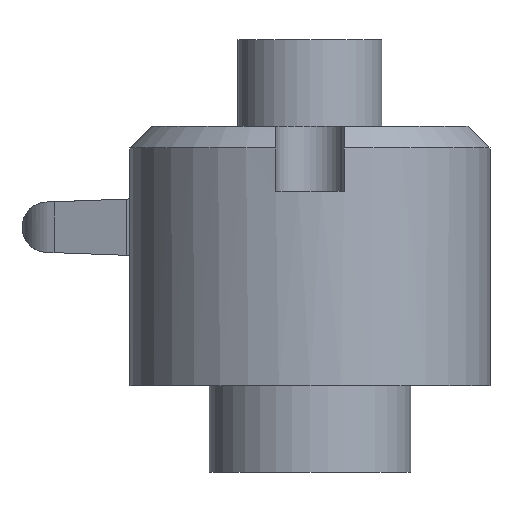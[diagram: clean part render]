
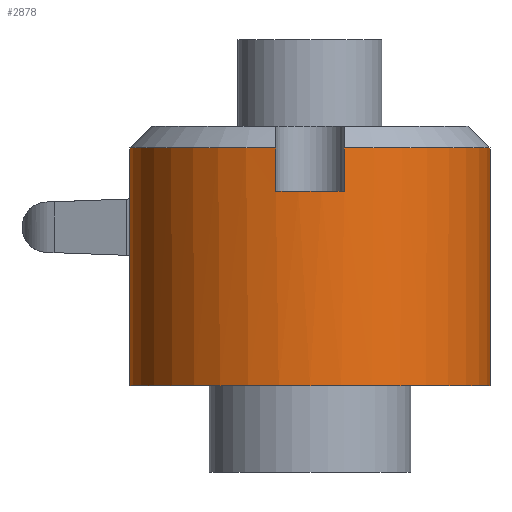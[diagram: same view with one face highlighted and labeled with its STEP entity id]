
A CAD part, left-side view. The second image highlights one B-rep face of the part: STEP entity #2878.
In plain terms, the highlighted cylindrical face has radius 25 mm (diameter 50 mm), a partial arc.
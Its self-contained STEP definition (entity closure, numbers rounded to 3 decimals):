
#22 = VERTEX_POINT ( 'NONE', #191 ) ;
#27 = EDGE_CURVE ( 'NONE', #693, #22, #1873, .T. ) ;
#128 = CARTESIAN_POINT ( 'NONE',  ( 0., 25., 0. ) ) ;
#133 = AXIS2_PLACEMENT_3D ( 'NONE', #1069, #2087, #3103 ) ;
#137 = CARTESIAN_POINT ( 'NONE',  ( 0., 0., 33. ) ) ;
#178 = CARTESIAN_POINT ( 'NONE',  ( 0., 25., 33. ) ) ;
#191 = CARTESIAN_POINT ( 'NONE',  ( -24.545, -4.75, 33. ) ) ;
#332 = CARTESIAN_POINT ( 'NONE',  ( 0., 0., 0. ) ) ;
#342 = AXIS2_PLACEMENT_3D ( 'NONE', #332, #638, #1379 ) ;
#361 = CARTESIAN_POINT ( 'NONE',  ( 0., -25., 0. ) ) ;
#387 = AXIS2_PLACEMENT_3D ( 'NONE', #1354, #1583, #840 ) ;
#410 = LINE ( 'NONE', #2783, #1697 ) ;
#460 = CARTESIAN_POINT ( 'NONE',  ( 0., -25., 0. ) ) ;
#467 = ORIENTED_EDGE ( 'NONE', *, *, #2195, .F. ) ;
#468 = EDGE_CURVE ( 'NONE', #722, #2891, #2112, .T. ) ;
#473 = DIRECTION ( 'NONE',  ( 0., 0., -1. ) ) ;
#553 = ORIENTED_EDGE ( 'NONE', *, *, #1362, .F. ) ;
#598 = CARTESIAN_POINT ( 'NONE',  ( -24.545, 4.75, 27. ) ) ;
#638 = DIRECTION ( 'NONE',  ( 0., 0., -1. ) ) ;
#659 = VECTOR ( 'NONE', #1759, 1000. ) ;
#675 = DIRECTION ( 'NONE',  ( 0., 0., 1. ) ) ;
#690 = AXIS2_PLACEMENT_3D ( 'NONE', #1974, #2997, #2457 ) ;
#693 = VERTEX_POINT ( 'NONE', #1145 ) ;
#722 = VERTEX_POINT ( 'NONE', #3046 ) ;
#734 = LINE ( 'NONE', #1758, #1857 ) ;
#758 = EDGE_CURVE ( 'NONE', #693, #1762, #2770, .T. ) ;
#815 = CARTESIAN_POINT ( 'NONE',  ( -24.545, 4.75, 33. ) ) ;
#840 = DIRECTION ( 'NONE',  ( 0., -1., 0. ) ) ;
#841 = ORIENTED_EDGE ( 'NONE', *, *, #27, .T. ) ;
#888 = VECTOR ( 'NONE', #675, 1000. ) ;
#926 = DIRECTION ( 'NONE',  ( 0., 0., -1. ) ) ;
#930 = CARTESIAN_POINT ( 'NONE',  ( -24.545, -4.75, 0. ) ) ;
#1052 = FACE_OUTER_BOUND ( 'NONE', #1895, .T. ) ;
#1069 = CARTESIAN_POINT ( 'NONE',  ( 0., 0., 0. ) ) ;
#1110 = CIRCLE ( 'NONE', #2288, 25. ) ;
#1122 = ORIENTED_EDGE ( 'NONE', *, *, #2005, .T. ) ;
#1145 = CARTESIAN_POINT ( 'NONE',  ( 0., -25., 33. ) ) ;
#1232 = DIRECTION ( 'NONE',  ( 0., 0., -1. ) ) ;
#1354 = CARTESIAN_POINT ( 'NONE',  ( 0., 0., 27. ) ) ;
#1362 = EDGE_CURVE ( 'NONE', #1762, #2524, #3241, .T. ) ;
#1379 = DIRECTION ( 'NONE',  ( 0., 1., 0. ) ) ;
#1462 = EDGE_CURVE ( 'NONE', #722, #22, #1558, .T. ) ;
#1558 = LINE ( 'NONE', #930, #888 ) ;
#1583 = DIRECTION ( 'NONE',  ( 0., 0., -1. ) ) ;
#1678 = VERTEX_POINT ( 'NONE', #178 ) ;
#1697 = VECTOR ( 'NONE', #473, 1000. ) ;
#1758 = CARTESIAN_POINT ( 'NONE',  ( 0., 25., 0. ) ) ;
#1759 = DIRECTION ( 'NONE',  ( 0., 0., -1. ) ) ;
#1762 = VERTEX_POINT ( 'NONE', #361 ) ;
#1857 = VECTOR ( 'NONE', #1232, 1000. ) ;
#1873 = CIRCLE ( 'NONE', #690, 25. ) ;
#1895 = EDGE_LOOP ( 'NONE', ( #2206, #841, #3086, #2504, #467, #1122, #3238, #553 ) ) ;
#1974 = CARTESIAN_POINT ( 'NONE',  ( 0., 0., 33. ) ) ;
#2005 = EDGE_CURVE ( 'NONE', #2307, #1678, #1110, .T. ) ;
#2087 = DIRECTION ( 'NONE',  ( 0., 0., -1. ) ) ;
#2112 = CIRCLE ( 'NONE', #387, 25. ) ;
#2138 = EDGE_CURVE ( 'NONE', #1678, #2524, #734, .T. ) ;
#2195 = EDGE_CURVE ( 'NONE', #2307, #2891, #410, .T. ) ;
#2206 = ORIENTED_EDGE ( 'NONE', *, *, #758, .F. ) ;
#2288 = AXIS2_PLACEMENT_3D ( 'NONE', #137, #926, #2972 ) ;
#2307 = VERTEX_POINT ( 'NONE', #815 ) ;
#2457 = DIRECTION ( 'NONE',  ( 0., 1., 0. ) ) ;
#2504 = ORIENTED_EDGE ( 'NONE', *, *, #468, .T. ) ;
#2524 = VERTEX_POINT ( 'NONE', #128 ) ;
#2609 = CYLINDRICAL_SURFACE ( 'NONE', #133, 25. ) ;
#2770 = LINE ( 'NONE', #460, #659 ) ;
#2783 = CARTESIAN_POINT ( 'NONE',  ( -24.545, 4.75, 0. ) ) ;
#2878 = ADVANCED_FACE ( 'NONE', ( #1052 ), #2609, .T. ) ;
#2891 = VERTEX_POINT ( 'NONE', #598 ) ;
#2972 = DIRECTION ( 'NONE',  ( 0., 1., 0. ) ) ;
#2997 = DIRECTION ( 'NONE',  ( 0., 0., -1. ) ) ;
#3046 = CARTESIAN_POINT ( 'NONE',  ( -24.545, -4.75, 27. ) ) ;
#3086 = ORIENTED_EDGE ( 'NONE', *, *, #1462, .F. ) ;
#3103 = DIRECTION ( 'NONE',  ( 0., 1., 0. ) ) ;
#3238 = ORIENTED_EDGE ( 'NONE', *, *, #2138, .T. ) ;
#3241 = CIRCLE ( 'NONE', #342, 25. ) ;
